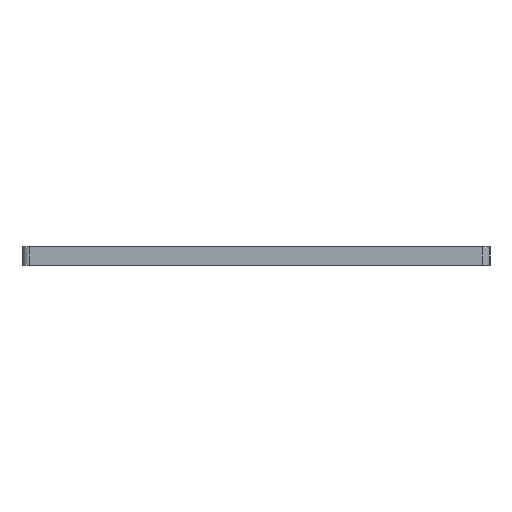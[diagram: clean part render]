
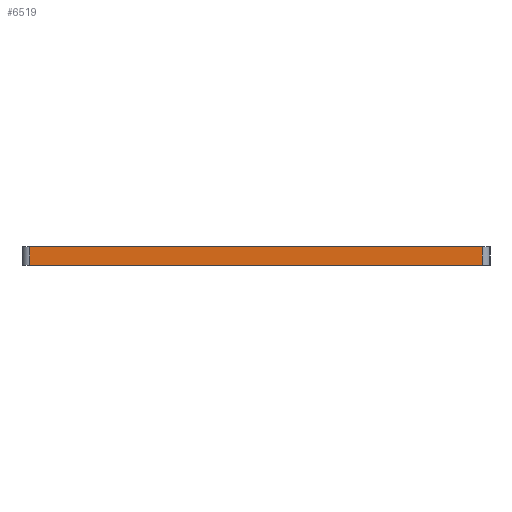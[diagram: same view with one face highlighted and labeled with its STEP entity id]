
A CAD part, left-side view. The second image highlights one B-rep face of the part: STEP entity #6519.
In plain terms, the highlighted planar face has unit normal (-1, 0, 0).
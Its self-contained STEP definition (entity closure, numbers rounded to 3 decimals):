
#264=CARTESIAN_POINT('',(0.095,1.508,11.));
#265=VERTEX_POINT('',#264);
#273=CARTESIAN_POINT('',(0.095,75.208,11.));
#274=VERTEX_POINT('',#273);
#275=CARTESIAN_POINT('',(0.095,1.508,11.));
#276=DIRECTION('',(0.,1.,0.));
#277=VECTOR('',#276,73.7);
#278=LINE('',#275,#277);
#279=EDGE_CURVE('',#265,#274,#278,.T.);
#6489=CARTESIAN_POINT('',(0.095,38.358,14.));
#6490=DIRECTION('',(-1.,0.,0.));
#6491=DIRECTION('',(0.,0.,1.));
#6492=AXIS2_PLACEMENT_3D('',#6489,#6490,#6491);
#6493=PLANE('',#6492);
#6494=CARTESIAN_POINT('',(0.095,1.508,14.));
#6495=VERTEX_POINT('',#6494);
#6496=CARTESIAN_POINT('',(0.095,75.208,14.));
#6497=VERTEX_POINT('',#6496);
#6498=CARTESIAN_POINT('',(0.095,1.508,14.));
#6499=DIRECTION('',(0.,1.,0.));
#6500=VECTOR('',#6499,73.7);
#6501=LINE('',#6498,#6500);
#6502=EDGE_CURVE('',#6495,#6497,#6501,.T.);
#6503=ORIENTED_EDGE('',*,*,#6502,.T.);
#6504=CARTESIAN_POINT('',(0.095,75.208,14.));
#6505=DIRECTION('',(0.,0.,-1.));
#6506=VECTOR('',#6505,3.);
#6507=LINE('',#6504,#6506);
#6508=EDGE_CURVE('',#6497,#274,#6507,.T.);
#6509=ORIENTED_EDGE('',*,*,#6508,.T.);
#6510=ORIENTED_EDGE('',*,*,#279,.F.);
#6511=CARTESIAN_POINT('',(0.095,1.508,11.));
#6512=DIRECTION('',(-0.,-0.,1.));
#6513=VECTOR('',#6512,3.);
#6514=LINE('',#6511,#6513);
#6515=EDGE_CURVE('',#265,#6495,#6514,.T.);
#6516=ORIENTED_EDGE('',*,*,#6515,.T.);
#6517=EDGE_LOOP('',(#6503,#6509,#6510,#6516));
#6518=FACE_BOUND('',#6517,.T.);
#6519=ADVANCED_FACE('',(#6518),#6493,.T.);
